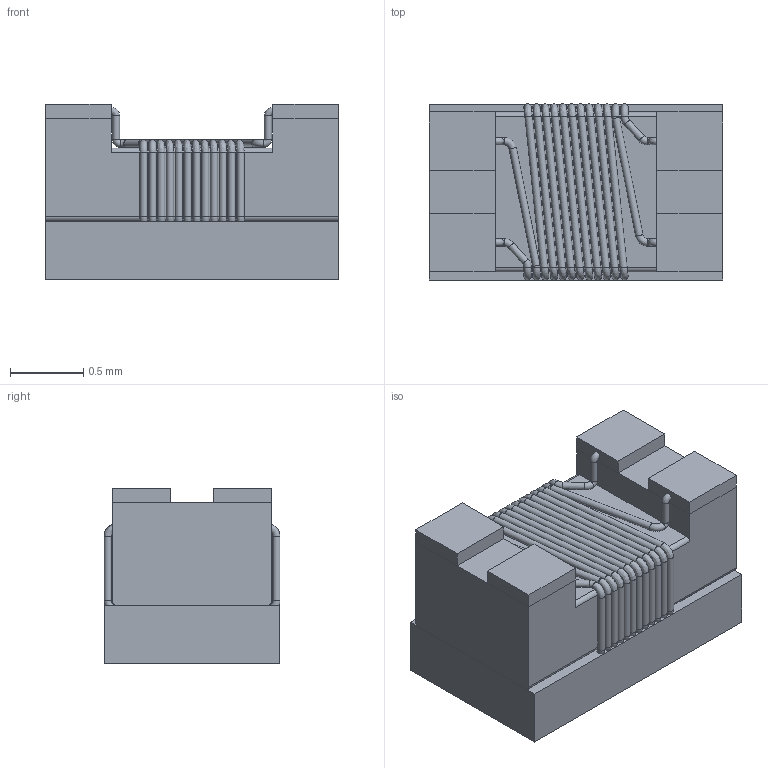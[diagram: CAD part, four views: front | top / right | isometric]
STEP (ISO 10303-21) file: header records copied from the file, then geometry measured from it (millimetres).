
FILE_DESCRIPTION( ( '' ), ' ' );
FILE_NAME( '58cba9caa1545d0f6929d8d6.step', '2017-03-17T09:18:42', ( '' ), ( '' ), ' ', ' ', ' ' );
FILE_SCHEMA( ( 'AUTOMOTIVE_DESIGN { 1 0 10303 214 1 1 1 1 }' ) );
Length unit declared in the file: metre
Products named in the file (20): 1; 2; 3; 4; 5; 6; 7; 8; 9; 10; 11; 12; 13; 14; 15; 16; 17; 18; 19; 20
Bounding box: 2 x 1.2 x 1.2 mm (x, y, z)
Surface area: 19.8 mm2 (no closed solid volume)
Topology: 0 solids, 149 shells, 149 faces, 570 edges, 464 vertices
Faces by surface type: cylinder 50, torus 44, plane 35, bspline 20
Full cylindrical faces by diameter (mm): 0.05 x42
Entity records: 8082 total; most frequent: CARTESIAN_POINT 2885, DIRECTION 918, ORIENTED_EDGE 388, EDGE_CURVE 388, VERTEX_POINT 388, AXIS2_PLACEMENT_3D 381, FACE_BOUND 255, EDGE_LOOP 255
